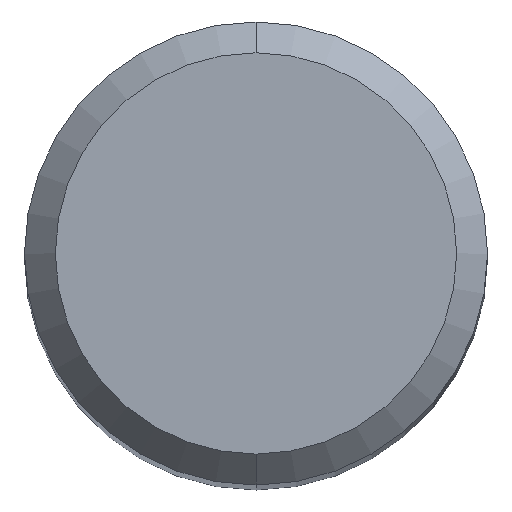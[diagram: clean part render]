
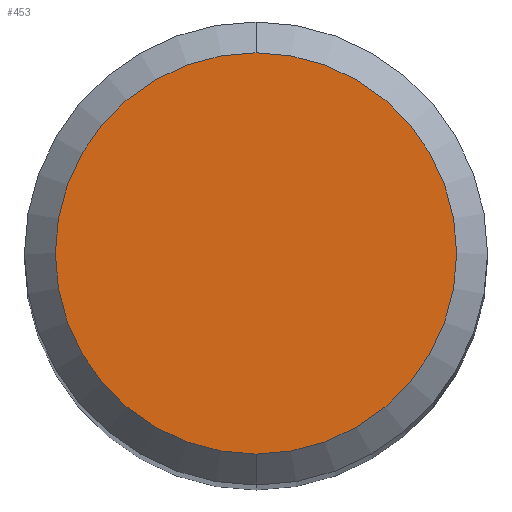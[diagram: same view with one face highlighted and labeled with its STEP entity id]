
A CAD part, top view. The second image highlights one B-rep face of the part: STEP entity #453.
In plain terms, the highlighted planar face has unit normal (0, 0, 1).
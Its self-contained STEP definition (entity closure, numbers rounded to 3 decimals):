
#201=EDGE_CURVE('',#363,#233,#511,.T.);
#225=EDGE_CURVE('',#233,#363,#538,.T.);
#233=VERTEX_POINT('',#548);
#363=VERTEX_POINT('',#691);
#453=ADVANCED_FACE('',(#788),#789,.T.);
#511=CIRCLE('',#846,2.6);
#538=CIRCLE('',#901,2.6);
#548=CARTESIAN_POINT('',(0.0,2.6,0.0));
#691=CARTESIAN_POINT('',(0.,-2.6,0.0));
#788=FACE_OUTER_BOUND('',#1429,.T.);
#789=PLANE('',#1430);
#846=AXIS2_PLACEMENT_3D('',#1478,#1479,#1480);
#901=AXIS2_PLACEMENT_3D('',#1528,#1529,#1530);
#1429=EDGE_LOOP('',(#1788,#1789));
#1430=AXIS2_PLACEMENT_3D('',#1790,#1791,#1792);
#1478=CARTESIAN_POINT('',(0.0,0.0,0.0));
#1479=DIRECTION('',(0.0,0.0,-1.0));
#1480=DIRECTION('',(0.0,1.0,0.0));
#1528=CARTESIAN_POINT('',(0.0,0.0,0.0));
#1529=DIRECTION('',(0.0,0.0,-1.0));
#1530=DIRECTION('',(0.0,1.0,0.0));
#1788=ORIENTED_EDGE('',*,*,#225,.F.);
#1789=ORIENTED_EDGE('',*,*,#201,.F.);
#1790=CARTESIAN_POINT('',(0.0,1.3,0.0));
#1791=DIRECTION('',(-0.0,0.0,1.0));
#1792=DIRECTION('',(0.0,-1.0,0.0));
